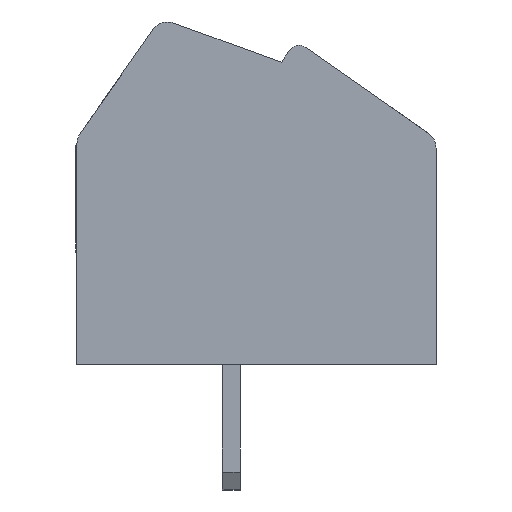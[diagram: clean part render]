
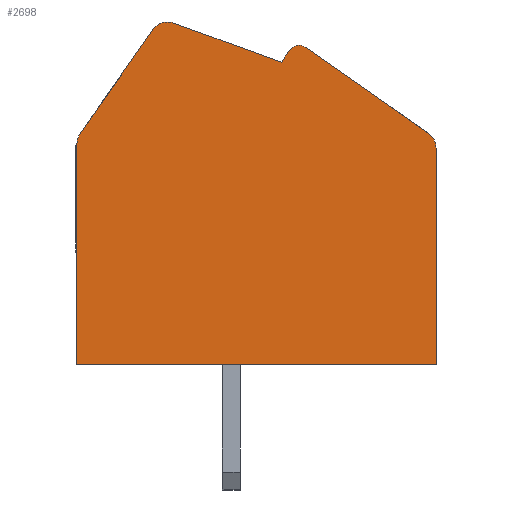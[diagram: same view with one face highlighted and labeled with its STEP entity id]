
A CAD part, left-side view. The second image highlights one B-rep face of the part: STEP entity #2698.
In plain terms, the highlighted planar face has unit normal (-1, 0, 0).
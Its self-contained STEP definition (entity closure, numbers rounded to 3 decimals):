
#2698=ADVANCED_FACE('',(#5382),#5383,.F.);
#5382=FACE_OUTER_BOUND('',#8402,.T.);
#5383=PLANE('',#8403);
#8402=EDGE_LOOP('',(#15432,#15433,#15434,#15435,#15436,#15437,#15438,#15439,#15440,#15441,#15442));
#8403=AXIS2_PLACEMENT_3D('',#15443,#15444,#15445);
#15432=ORIENTED_EDGE('',*,*,#17802,.F.);
#15433=ORIENTED_EDGE('',*,*,#17928,.T.);
#15434=ORIENTED_EDGE('',*,*,#17835,.T.);
#15435=ORIENTED_EDGE('',*,*,#17876,.F.);
#15436=ORIENTED_EDGE('',*,*,#17894,.T.);
#15437=ORIENTED_EDGE('',*,*,#17908,.F.);
#15438=ORIENTED_EDGE('',*,*,#17861,.F.);
#15439=ORIENTED_EDGE('',*,*,#17813,.T.);
#15440=ORIENTED_EDGE('',*,*,#17930,.F.);
#15441=ORIENTED_EDGE('',*,*,#17931,.F.);
#15442=ORIENTED_EDGE('',*,*,#17841,.F.);
#15443=CARTESIAN_POINT('',(0.0,10.937,-6.311));
#15444=DIRECTION('',(1.0,0.0,0.0));
#15445=DIRECTION('',(0.0,1.0,0.0));
#17802=EDGE_CURVE('',#21391,#21389,#21393,.T.);
#17813=EDGE_CURVE('',#21406,#21404,#21407,.T.);
#17835=EDGE_CURVE('',#21440,#21438,#21441,.T.);
#17841=EDGE_CURVE('',#21389,#21446,#21448,.T.);
#17861=EDGE_CURVE('',#21406,#21475,#21476,.T.);
#17876=EDGE_CURVE('',#21493,#21438,#21495,.T.);
#17894=EDGE_CURVE('',#21493,#21517,#21519,.T.);
#17908=EDGE_CURVE('',#21475,#21517,#21534,.T.);
#17928=EDGE_CURVE('',#21391,#21440,#21554,.T.);
#17930=EDGE_CURVE('',#21556,#21404,#21557,.T.);
#17931=EDGE_CURVE('',#21446,#21556,#21558,.T.);
#21389=VERTEX_POINT('',#27214);
#21391=VERTEX_POINT('',#27217);
#21393=LINE('',#27220,#27221);
#21404=VERTEX_POINT('',#27234);
#21406=VERTEX_POINT('',#27237);
#21407=CIRCLE('',#27238,0.3);
#21438=VERTEX_POINT('',#27284);
#21440=VERTEX_POINT('',#27287);
#21441=LINE('',#27288,#27289);
#21446=VERTEX_POINT('',#27297);
#21448=CIRCLE('',#27300,0.5);
#21475=VERTEX_POINT('',#27338);
#21476=LINE('',#27339,#27340);
#21493=VERTEX_POINT('',#27364);
#21495=LINE('',#27367,#27368);
#21517=VERTEX_POINT('',#27411);
#21519=LINE('',#27414,#27415);
#21534=CIRCLE('',#27438,0.5);
#21554=CIRCLE('',#27465,0.5);
#21556=VERTEX_POINT('',#27467);
#21557=LINE('',#27468,#27469);
#21558=LINE('',#27470,#27471);
#27214=CARTESIAN_POINT('',(0.0,7.886,9.32));
#27217=CARTESIAN_POINT('',(0.0,9.91,6.429));
#27220=CARTESIAN_POINT('',(0.0,18.83,-6.311));
#27221=VECTOR('',#29474,1.0);
#27234=CARTESIAN_POINT('',(0.0,4.065,8.761));
#27237=CARTESIAN_POINT('',(0.0,3.647,8.835));
#27238=AXIS2_PLACEMENT_3D('',#29490,#29491,#29492);
#27284=CARTESIAN_POINT('',(0.0,10.,0.0));
#27287=CARTESIAN_POINT('',(0.0,10.,6.142));
#27288=CARTESIAN_POINT('',(0.0,10.,-6.311));
#27289=VECTOR('',#29509,1.0);
#27297=CARTESIAN_POINT('',(0.0,7.305,9.503));
#27300=AXIS2_PLACEMENT_3D('',#29514,#29515,#29516);
#27338=CARTESIAN_POINT('',(0.0,0.213,6.43));
#27339=CARTESIAN_POINT('',(0.0,3.893,9.007));
#27340=VECTOR('',#29534,1.0);
#27364=CARTESIAN_POINT('',(0.0,0.0,0.0));
#27367=CARTESIAN_POINT('',(0.0,0.0,0.));
#27368=VECTOR('',#29546,1.0);
#27411=CARTESIAN_POINT('',(0.0,0.0,6.02));
#27414=CARTESIAN_POINT('',(0.0,0.0,-6.311));
#27415=VECTOR('',#29557,1.0);
#27438=AXIS2_PLACEMENT_3D('',#29566,#29567,#29568);
#27465=AXIS2_PLACEMENT_3D('',#29576,#29577,#29578);
#27467=CARTESIAN_POINT('',(0.0,4.309,8.412));
#27468=CARTESIAN_POINT('',(0.0,4.309,8.412));
#27469=VECTOR('',#29579,1.0);
#27470=CARTESIAN_POINT('',(0.0,7.666,9.634));
#27471=VECTOR('',#29580,1.0);
#29474=DIRECTION('',(0.0,-0.574,0.819));
#29490=CARTESIAN_POINT('',(0.0,3.819,8.589));
#29491=DIRECTION('',(-1.0,0.0,0.0));
#29492=DIRECTION('',(0.0,-1.0,0.0));
#29509=DIRECTION('',(0.0,0.,-1.0));
#29514=CARTESIAN_POINT('',(0.0,7.476,9.033));
#29515=DIRECTION('',(1.0,0.0,0.0));
#29516=DIRECTION('',(0.0,1.0,0.0));
#29534=DIRECTION('',(0.0,-0.819,-0.574));
#29546=DIRECTION('',(0.0,1.0,0.));
#29557=DIRECTION('',(0.0,0.0,1.0));
#29566=CARTESIAN_POINT('',(0.0,0.5,6.02));
#29567=DIRECTION('',(1.0,0.0,0.0));
#29568=DIRECTION('',(0.0,1.0,0.0));
#29576=CARTESIAN_POINT('',(0.0,9.5,6.142));
#29577=DIRECTION('',(-1.0,0.0,0.0));
#29578=DIRECTION('',(0.0,-1.0,0.0));
#29579=DIRECTION('',(0.0,-0.574,0.819));
#29580=DIRECTION('',(0.0,-0.94,-0.342));
